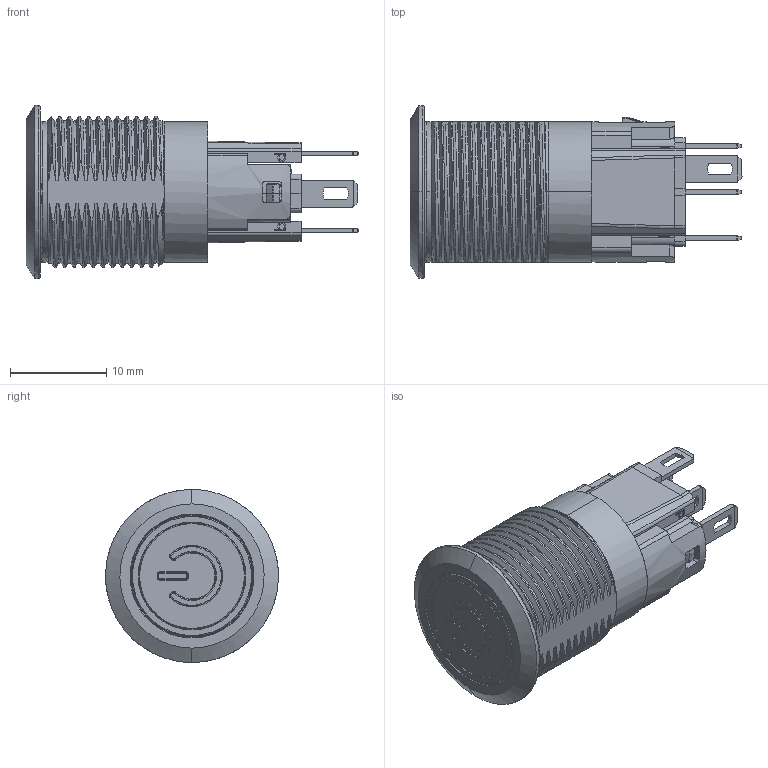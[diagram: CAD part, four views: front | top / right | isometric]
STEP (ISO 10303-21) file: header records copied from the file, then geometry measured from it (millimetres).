
FILE_DESCRIPTION(/* description */ (''),/* implementation_level */ '2;1');
FILE_NAME(/* name */ 'PVB3F2x0xx6xx.stp',/* time_stamp */ '2025-02-03T16:10:32-06:00',/* author */ ('mroman'),/* organization */ (''),/* preprocessor_version */ 'ST-DEVELOPER v18.1',/* originating_system */ 'Autodesk Inventor 2022',/* authorisation */ '');
FILE_SCHEMA (('AUTOMOTIVE_DESIGN { 1 0 10303 214 3 1 1 }'));
Products named in the file (1): PVB3F2x0xx6xx
Bounding box: 34.54 x 18 x 18 mm (x, y, z)
Volume: 1472 mm3; surface area: 5157.1 mm2
Topology: 5 solids, 5 shells, 1136 faces, 3281 edges, 2144 vertices
Faces by surface type: plane 723, bspline 324, cylinder 45, torus 31, sphere 7, cone 6
Full cylindrical faces by diameter (mm): 10 x1, 10.5 x1, 11.1 x1, 11.2 x1, 12.6 x1
Entity records: 73648 total; most frequent: CARTESIAN_POINT 46337, ORIENTED_EDGE 6562, DIRECTION 4201, EDGE_CURVE 3281, VERTEX_POINT 2144, LINE 2121, VECTOR 2121, EDGE_LOOP 1185
